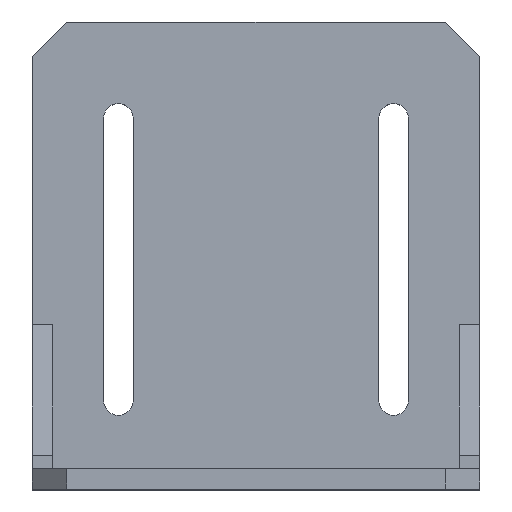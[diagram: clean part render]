
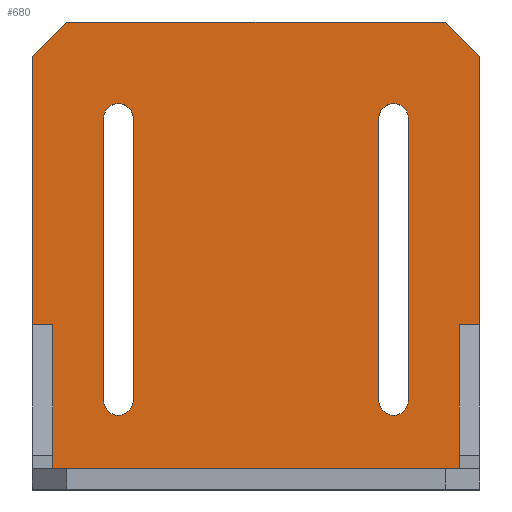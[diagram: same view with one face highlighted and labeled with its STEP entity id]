
A CAD part, top view. The second image highlights one B-rep face of the part: STEP entity #680.
In plain terms, the highlighted planar face has unit normal (0, 0, 1).
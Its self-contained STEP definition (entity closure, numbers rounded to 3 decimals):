
#30=FACE_BOUND('',#117,.T.);
#31=FACE_BOUND('',#118,.T.);
#46=CIRCLE('',#718,2.15);
#47=CIRCLE('',#721,2.15);
#48=CIRCLE('',#724,2.15);
#49=CIRCLE('',#727,2.15);
#81=FACE_OUTER_BOUND('',#116,.T.);
#116=EDGE_LOOP('',(#545,#546,#547,#548,#549,#550,#551,#552,#553,#554));
#117=EDGE_LOOP('',(#555,#556,#557,#558));
#118=EDGE_LOOP('',(#559,#560,#561,#562));
#143=LINE('',#955,#218);
#147=LINE('',#964,#222);
#149=LINE('',#968,#224);
#165=LINE('',#1007,#240);
#168=LINE('',#1015,#243);
#171=LINE('',#1023,#246);
#174=LINE('',#1031,#249);
#177=LINE('',#1040,#252);
#185=LINE('',#1056,#260);
#187=LINE('',#1059,#262);
#195=LINE('',#1076,#270);
#197=LINE('',#1079,#272);
#198=LINE('',#1080,#273);
#199=LINE('',#1081,#274);
#218=VECTOR('',#769,10.);
#222=VECTOR('',#775,10.);
#224=VECTOR('',#779,10.);
#240=VECTOR('',#807,10.);
#243=VECTOR('',#816,10.);
#246=VECTOR('',#825,10.);
#249=VECTOR('',#834,10.);
#252=VECTOR('',#843,10.);
#260=VECTOR('',#853,10.);
#262=VECTOR('',#857,10.);
#270=VECTOR('',#875,10.);
#272=VECTOR('',#879,10.);
#273=VECTOR('',#880,10.);
#274=VECTOR('',#881,10.);
#293=VERTEX_POINT('',#952);
#294=VERTEX_POINT('',#954);
#297=VERTEX_POINT('',#961);
#298=VERTEX_POINT('',#963);
#299=VERTEX_POINT('',#967);
#315=VERTEX_POINT('',#1004);
#316=VERTEX_POINT('',#1006);
#317=VERTEX_POINT('',#1010);
#318=VERTEX_POINT('',#1014);
#319=VERTEX_POINT('',#1020);
#320=VERTEX_POINT('',#1022);
#321=VERTEX_POINT('',#1026);
#322=VERTEX_POINT('',#1030);
#323=VERTEX_POINT('',#1036);
#325=VERTEX_POINT('',#1039);
#329=VERTEX_POINT('',#1048);
#332=VERTEX_POINT('',#1054);
#336=VERTEX_POINT('',#1075);
#356=EDGE_CURVE('',#294,#293,#143,.T.);
#360=EDGE_CURVE('',#298,#297,#147,.T.);
#362=EDGE_CURVE('',#299,#294,#149,.T.);
#382=EDGE_CURVE('',#316,#315,#165,.T.);
#384=EDGE_CURVE('',#317,#316,#46,.T.);
#386=EDGE_CURVE('',#318,#317,#168,.T.);
#388=EDGE_CURVE('',#315,#318,#47,.T.);
#390=EDGE_CURVE('',#320,#319,#171,.T.);
#392=EDGE_CURVE('',#321,#320,#48,.T.);
#394=EDGE_CURVE('',#322,#321,#174,.T.);
#396=EDGE_CURVE('',#319,#322,#49,.T.);
#398=EDGE_CURVE('',#325,#323,#177,.T.);
#406=EDGE_CURVE('',#329,#332,#185,.T.);
#408=EDGE_CURVE('',#332,#299,#187,.T.);
#416=EDGE_CURVE('',#336,#325,#195,.T.);
#418=EDGE_CURVE('',#298,#293,#197,.T.);
#419=EDGE_CURVE('',#336,#297,#198,.T.);
#420=EDGE_CURVE('',#323,#329,#199,.T.);
#545=ORIENTED_EDGE('',*,*,#356,.T.);
#546=ORIENTED_EDGE('',*,*,#418,.F.);
#547=ORIENTED_EDGE('',*,*,#360,.T.);
#548=ORIENTED_EDGE('',*,*,#419,.F.);
#549=ORIENTED_EDGE('',*,*,#416,.T.);
#550=ORIENTED_EDGE('',*,*,#398,.T.);
#551=ORIENTED_EDGE('',*,*,#420,.T.);
#552=ORIENTED_EDGE('',*,*,#406,.T.);
#553=ORIENTED_EDGE('',*,*,#408,.T.);
#554=ORIENTED_EDGE('',*,*,#362,.T.);
#555=ORIENTED_EDGE('',*,*,#386,.T.);
#556=ORIENTED_EDGE('',*,*,#384,.T.);
#557=ORIENTED_EDGE('',*,*,#382,.T.);
#558=ORIENTED_EDGE('',*,*,#388,.T.);
#559=ORIENTED_EDGE('',*,*,#394,.T.);
#560=ORIENTED_EDGE('',*,*,#392,.T.);
#561=ORIENTED_EDGE('',*,*,#390,.T.);
#562=ORIENTED_EDGE('',*,*,#396,.T.);
#652=PLANE('',#736);
#680=ADVANCED_FACE('',(#81,#30,#31),#652,.T.);
#718=AXIS2_PLACEMENT_3D('',#1011,#811,#812);
#721=AXIS2_PLACEMENT_3D('',#1018,#820,#821);
#724=AXIS2_PLACEMENT_3D('',#1027,#829,#830);
#727=AXIS2_PLACEMENT_3D('',#1034,#838,#839);
#736=AXIS2_PLACEMENT_3D('',#1078,#877,#878);
#769=DIRECTION('',(-0.707,0.707,0.));
#775=DIRECTION('',(-0.707,-0.707,0.));
#779=DIRECTION('',(0.,1.,0.));
#807=DIRECTION('',(0.,-1.,0.));
#811=DIRECTION('center_axis',(0.,0.,-1.));
#812=DIRECTION('ref_axis',(1.,0.,0.));
#816=DIRECTION('',(0.,1.,0.));
#820=DIRECTION('center_axis',(0.,0.,-1.));
#821=DIRECTION('ref_axis',(-1.,0.,0.));
#825=DIRECTION('',(0.,-1.,0.));
#829=DIRECTION('center_axis',(0.,0.,-1.));
#830=DIRECTION('ref_axis',(1.,0.,0.));
#834=DIRECTION('',(0.,1.,0.));
#838=DIRECTION('center_axis',(0.,0.,-1.));
#839=DIRECTION('ref_axis',(-1.,0.,0.));
#843=DIRECTION('',(0.,-1.,0.));
#853=DIRECTION('',(0.,1.,0.));
#857=DIRECTION('',(1.,0.,0.));
#875=DIRECTION('',(1.,0.,0.));
#877=DIRECTION('center_axis',(0.,0.,1.));
#878=DIRECTION('ref_axis',(1.,0.,0.));
#879=DIRECTION('',(1.,0.,0.));
#880=DIRECTION('',(0.,1.,0.));
#881=DIRECTION('',(1.,0.,0.));
#952=CARTESIAN_POINT('',(27.5,68.,3.));
#954=CARTESIAN_POINT('',(32.5,63.,3.));
#955=CARTESIAN_POINT('',(32.,63.5,3.));
#961=CARTESIAN_POINT('',(-32.5,63.,3.));
#963=CARTESIAN_POINT('',(-27.5,68.,3.));
#964=CARTESIAN_POINT('',(-45.75,49.75,3.));
#967=CARTESIAN_POINT('',(32.5,24.,3.));
#968=CARTESIAN_POINT('',(32.5,0.,3.));
#1004=CARTESIAN_POINT('',(-17.85,13.,3.));
#1006=CARTESIAN_POINT('',(-17.85,54.,3.));
#1007=CARTESIAN_POINT('',(-17.85,27.,3.));
#1010=CARTESIAN_POINT('',(-22.15,54.,3.));
#1011=CARTESIAN_POINT('Origin',(-20.,54.,3.));
#1014=CARTESIAN_POINT('',(-22.15,13.,3.));
#1015=CARTESIAN_POINT('',(-22.15,6.5,3.));
#1018=CARTESIAN_POINT('Origin',(-20.,13.,3.));
#1020=CARTESIAN_POINT('',(22.15,13.,3.));
#1022=CARTESIAN_POINT('',(22.15,54.,3.));
#1023=CARTESIAN_POINT('',(22.15,27.,3.));
#1026=CARTESIAN_POINT('',(17.85,54.,3.));
#1027=CARTESIAN_POINT('Origin',(20.,54.,3.));
#1030=CARTESIAN_POINT('',(17.85,13.,3.));
#1031=CARTESIAN_POINT('',(17.85,6.5,3.));
#1034=CARTESIAN_POINT('Origin',(20.,13.,3.));
#1036=CARTESIAN_POINT('',(-29.5,3.,3.));
#1039=CARTESIAN_POINT('',(-29.5,24.,3.));
#1040=CARTESIAN_POINT('',(-29.5,3.,3.));
#1048=CARTESIAN_POINT('',(29.5,3.,3.));
#1054=CARTESIAN_POINT('',(29.5,24.,3.));
#1056=CARTESIAN_POINT('',(29.5,3.,3.));
#1059=CARTESIAN_POINT('',(-16.25,24.,3.));
#1075=CARTESIAN_POINT('',(-32.5,24.,3.));
#1076=CARTESIAN_POINT('',(-16.25,24.,3.));
#1078=CARTESIAN_POINT('Origin',(-32.5,0.,3.));
#1079=CARTESIAN_POINT('',(32.5,68.,3.));
#1080=CARTESIAN_POINT('',(-32.5,0.,3.));
#1081=CARTESIAN_POINT('',(0.,3.,3.));
